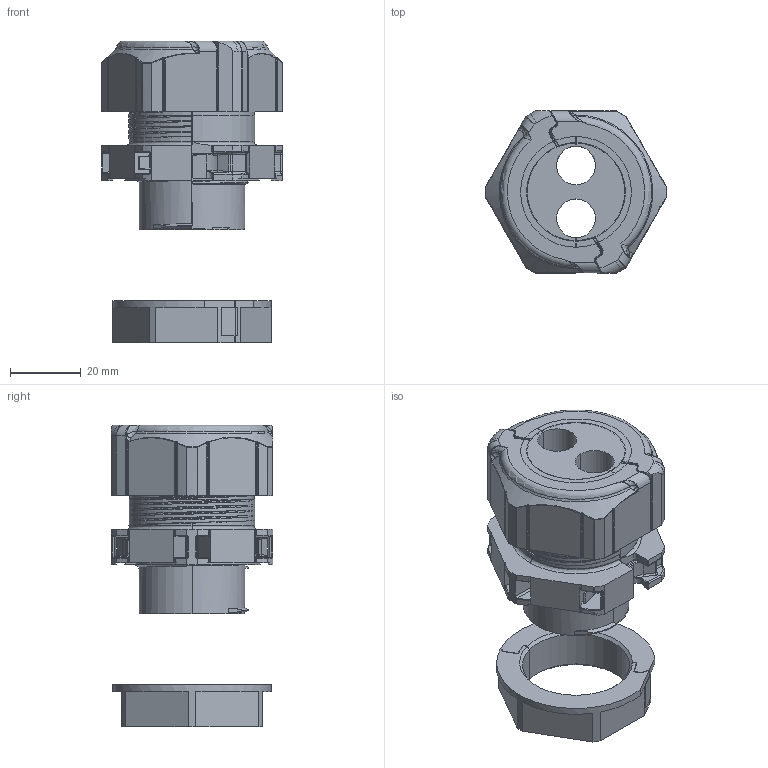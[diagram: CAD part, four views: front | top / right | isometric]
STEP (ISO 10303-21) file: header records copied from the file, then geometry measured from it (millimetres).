
FILE_DESCRIPTION (( 'STEP AP214' ), '1' );
FILE_NAME ('2024984.STP', '2017-05-05T11:57:21', ( '' ), ( '' ), 'SwSTEP 2.0', 'SolidWorks 2016', '' );
FILE_SCHEMA (( 'AUTOMOTIVE_DESIGN' ));
Length unit declared in the file: millimetre
Products named in the file (8): 111629_Standard; 111631; 111632; 111630; 111633; 2024984; 111567_2x11; 111641
Assembly tree (8 placements, depth 3):
  2024984
    111630
      111633
    111631
      111632
    111629_Standard  x2
    111641
    111567_2x11
Bounding box: 51.29 x 45.9 x 85.52 mm (x, y, z)
Volume: 56479.8 mm3; surface area: 33674.6 mm2
Topology: 7 solids, 7 shells, 1801 faces, 4800 edges, 2952 vertices
Faces by surface type: plane 696, cylinder 630, bspline 387, torus 60, cone 16, sphere 12
Entity records: 62854 total; most frequent: CARTESIAN_POINT 24777, ORIENTED_EDGE 8372, DIRECTION 7266, EDGE_CURVE 4186, VERTEX_POINT 2620, AXIS2_PLACEMENT_3D 2605, VECTOR 2056, LINE 2056
